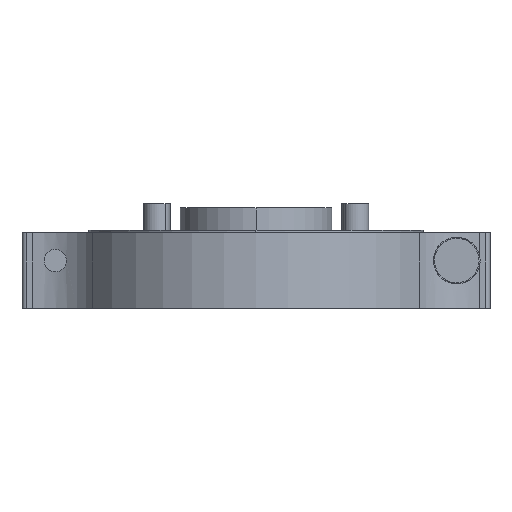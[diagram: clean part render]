
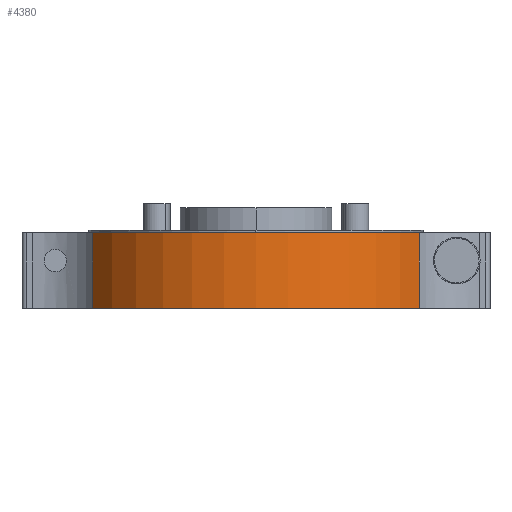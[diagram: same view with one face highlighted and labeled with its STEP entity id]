
A CAD part, left-side view. The second image highlights one B-rep face of the part: STEP entity #4380.
In plain terms, the highlighted cylindrical face has radius 43 mm (diameter 86 mm), a partial arc.
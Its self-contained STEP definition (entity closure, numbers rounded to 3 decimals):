
#132 = EDGE_CURVE ( 'NONE', #6231, #3060, #5800, .T. ) ;
#153 = ORIENTED_EDGE ( 'NONE', *, *, #6316, .T. ) ;
#632 = CARTESIAN_POINT ( 'NONE',  ( -22.593, -36.586, 8. ) ) ;
#677 = CARTESIAN_POINT ( 'NONE',  ( -22.593, 36.586, 8. ) ) ;
#976 = CIRCLE ( 'NONE', #4102, 43. ) ;
#986 = VERTEX_POINT ( 'NONE', #5707 ) ;
#992 = ORIENTED_EDGE ( 'NONE', *, *, #1443, .T. ) ;
#993 = DIRECTION ( 'NONE',  ( 1., 0., 0. ) ) ;
#1197 = FACE_OUTER_BOUND ( 'NONE', #1614, .T. ) ;
#1348 = VECTOR ( 'NONE', #3201, 1000. ) ;
#1443 = EDGE_CURVE ( 'NONE', #986, #3006, #3004, .T. ) ;
#1614 = EDGE_LOOP ( 'NONE', ( #153, #6046, #2572, #992 ) ) ;
#2025 = CIRCLE ( 'NONE', #2124, 43. ) ;
#2124 = AXIS2_PLACEMENT_3D ( 'NONE', #4469, #4532, #993 ) ;
#2572 = ORIENTED_EDGE ( 'NONE', *, *, #4978, .F. ) ;
#2579 = CARTESIAN_POINT ( 'NONE',  ( -22.593, -36.586, 25. ) ) ;
#2963 = CARTESIAN_POINT ( 'NONE',  ( -22.593, 36.586, 8. ) ) ;
#3004 = LINE ( 'NONE', #632, #3446 ) ;
#3006 = VERTEX_POINT ( 'NONE', #2579 ) ;
#3060 = VERTEX_POINT ( 'NONE', #4222 ) ;
#3199 = CYLINDRICAL_SURFACE ( 'NONE', #4524, 43. ) ;
#3201 = DIRECTION ( 'NONE',  ( 0., 0., 1. ) ) ;
#3361 = DIRECTION ( 'NONE',  ( 0., 0., -1. ) ) ;
#3446 = VECTOR ( 'NONE', #6149, 1000. ) ;
#3626 = DIRECTION ( 'NONE',  ( 0., 0., 1. ) ) ;
#4102 = AXIS2_PLACEMENT_3D ( 'NONE', #6243, #3361, #5787 ) ;
#4222 = CARTESIAN_POINT ( 'NONE',  ( -22.593, 36.586, 25. ) ) ;
#4380 = ADVANCED_FACE ( 'NONE', ( #1197 ), #3199, .T. ) ;
#4469 = CARTESIAN_POINT ( 'NONE',  ( 0., 0., 25. ) ) ;
#4524 = AXIS2_PLACEMENT_3D ( 'NONE', #5100, #3626, #6251 ) ;
#4532 = DIRECTION ( 'NONE',  ( 0., 0., -1. ) ) ;
#4978 = EDGE_CURVE ( 'NONE', #986, #6231, #976, .T. ) ;
#5100 = CARTESIAN_POINT ( 'NONE',  ( 0., 0., 8. ) ) ;
#5707 = CARTESIAN_POINT ( 'NONE',  ( -22.593, -36.586, 8. ) ) ;
#5787 = DIRECTION ( 'NONE',  ( -1., 0., 0. ) ) ;
#5800 = LINE ( 'NONE', #677, #1348 ) ;
#6046 = ORIENTED_EDGE ( 'NONE', *, *, #132, .F. ) ;
#6149 = DIRECTION ( 'NONE',  ( 0., 0., 1. ) ) ;
#6231 = VERTEX_POINT ( 'NONE', #2963 ) ;
#6243 = CARTESIAN_POINT ( 'NONE',  ( 0., 0., 8. ) ) ;
#6251 = DIRECTION ( 'NONE',  ( 1., 0., 0. ) ) ;
#6316 = EDGE_CURVE ( 'NONE', #3006, #3060, #2025, .T. ) ;
